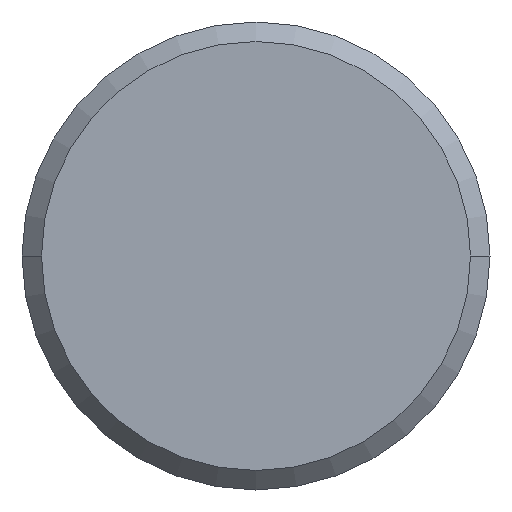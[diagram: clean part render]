
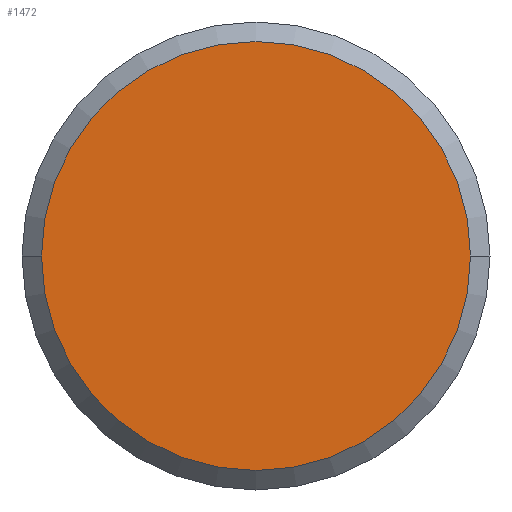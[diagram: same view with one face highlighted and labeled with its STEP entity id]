
A CAD part, front view. The second image highlights one B-rep face of the part: STEP entity #1472.
In plain terms, the highlighted planar face has unit normal (0, -1, 0).
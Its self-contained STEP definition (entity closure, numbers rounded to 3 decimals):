
#434=CARTESIAN_POINT('',(0.,-49.,0.));
#435=DIRECTION('',(0.,1.,0.));
#436=DIRECTION('',(-1.,0.,0.));
#437=AXIS2_PLACEMENT_3D('',#434,#435,#436);
#439=CARTESIAN_POINT('',(0.,-49.,0.));
#440=DIRECTION('',(0.,-1.,0.));
#441=DIRECTION('',(-1.,0.,0.));
#442=AXIS2_PLACEMENT_3D('',#439,#440,#441);
#452=CARTESIAN_POINT('',(-8.25,-49.,0.));
#453=VERTEX_POINT('',#452);
#454=CARTESIAN_POINT('',(8.25,-49.,0.));
#455=VERTEX_POINT('',#454);
#1463=CARTESIAN_POINT('',(0.,-49.,0.));
#1464=DIRECTION('',(0.,-1.,0.));
#1465=DIRECTION('',(1.,0.,0.));
#1466=AXIS2_PLACEMENT_3D('',#1463,#1464,#1465);
#1467=PLANE('',#1466);
#1468=ORIENTED_EDGE('',*,*,#1431,.T.);
#1469=ORIENTED_EDGE('',*,*,#1449,.F.);
#1470=EDGE_LOOP('',(#1468,#1469));
#1471=FACE_OUTER_BOUND('',#1470,.F.);
#1472=ADVANCED_FACE('',(#1471),#1467,.T.);
#438=CIRCLE('',#437,8.25);
#443=CIRCLE('',#442,8.25);
#1431=EDGE_CURVE('',#453,#455,#438,.T.);
#1449=EDGE_CURVE('',#453,#455,#443,.T.);
